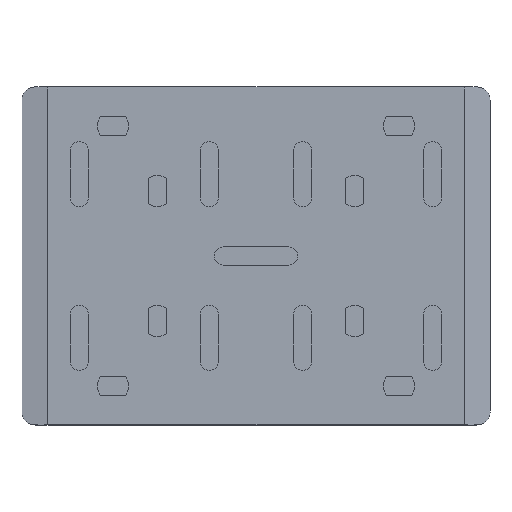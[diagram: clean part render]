
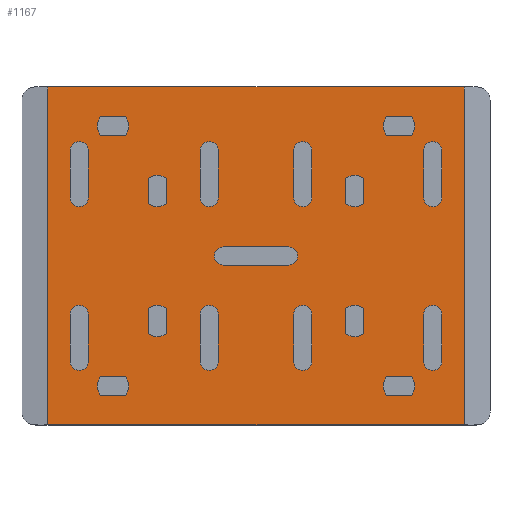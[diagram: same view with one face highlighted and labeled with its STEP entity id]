
A CAD part, top view. The second image highlights one B-rep face of the part: STEP entity #1167.
In plain terms, the highlighted planar face has unit normal (0, 0, 1).
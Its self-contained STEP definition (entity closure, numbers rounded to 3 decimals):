
#215=FACE_OUTER_BOUND('',#267,.T.);
#267=EDGE_LOOP('',(#962,#963,#964,#965));
#306=LINE('',#1711,#414);
#323=LINE('',#1758,#431);
#334=LINE('',#1782,#442);
#337=LINE('',#1786,#445);
#414=VECTOR('',#1342,1.);
#431=VECTOR('',#1377,1.);
#442=VECTOR('',#1404,1.);
#445=VECTOR('',#1409,1.);
#522=VERTEX_POINT('',#1709);
#523=VERTEX_POINT('',#1710);
#543=VERTEX_POINT('',#1755);
#544=VERTEX_POINT('',#1757);
#690=EDGE_CURVE('',#522,#523,#306,.T.);
#713=EDGE_CURVE('',#544,#543,#323,.T.);
#726=EDGE_CURVE('',#544,#522,#334,.F.);
#729=EDGE_CURVE('',#543,#523,#337,.F.);
#962=ORIENTED_EDGE('',*,*,#690,.F.);
#963=ORIENTED_EDGE('',*,*,#726,.F.);
#964=ORIENTED_EDGE('',*,*,#713,.T.);
#965=ORIENTED_EDGE('',*,*,#729,.T.);
#1115=PLANE('',#1229);
#1167=ADVANCED_FACE('',(#215),#1115,.T.);
#1229=AXIS2_PLACEMENT_3D('',#1796,#1424,#1425);
#1342=DIRECTION('',(0.,-1.,0.));
#1377=DIRECTION('',(0.,-1.,0.));
#1404=DIRECTION('',(-1.,0.,0.));
#1409=DIRECTION('',(-1.,0.,0.));
#1424=DIRECTION('center_axis',(0.,0.,1.));
#1425=DIRECTION('ref_axis',(1.,0.,0.));
#1709=CARTESIAN_POINT('',(80.001,65.,3.));
#1710=CARTESIAN_POINT('',(80.001,-65.,3.));
#1711=CARTESIAN_POINT('',(80.001,0.,3.));
#1755=CARTESIAN_POINT('',(-80.001,-65.,3.));
#1757=CARTESIAN_POINT('',(-80.001,65.,3.));
#1758=CARTESIAN_POINT('',(-80.001,0.,3.));
#1782=CARTESIAN_POINT('',(0.,65.,3.));
#1786=CARTESIAN_POINT('',(0.,-65.,3.));
#1796=CARTESIAN_POINT('Origin',(0.,0.,3.));
